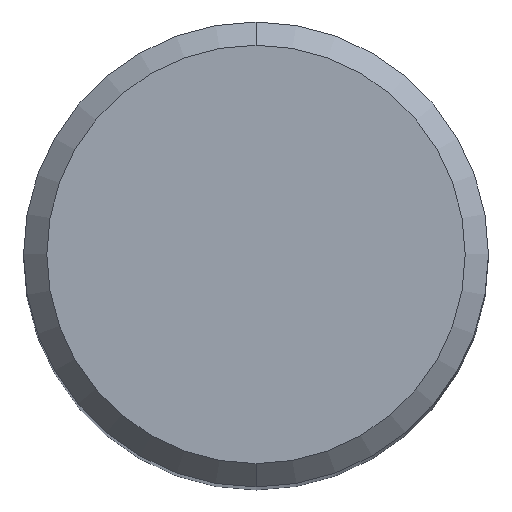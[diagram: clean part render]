
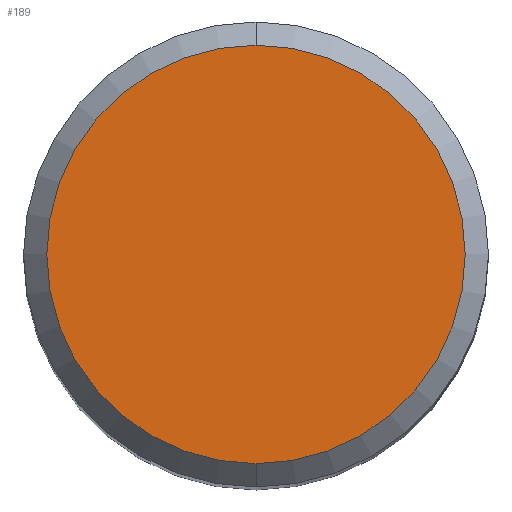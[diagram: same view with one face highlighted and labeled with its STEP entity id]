
A CAD part, top view. The second image highlights one B-rep face of the part: STEP entity #189.
In plain terms, the highlighted planar face has unit normal (0, 0, 1).
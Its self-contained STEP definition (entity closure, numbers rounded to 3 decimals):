
#177=EDGE_CURVE('',#355,#233,#469,.T.);
#189=ADVANCED_FACE('',(#481),#482,.T.);
#233=VERTEX_POINT('',#530);
#355=VERTEX_POINT('',#666);
#399=EDGE_CURVE('',#233,#355,#715,.T.);
#469=CIRCLE('',#798,4.5);
#481=FACE_OUTER_BOUND('',#824,.T.);
#482=PLANE('',#825);
#530=CARTESIAN_POINT('',(0.,-4.5,0.));
#666=CARTESIAN_POINT('',(0.0,4.5,0.));
#715=CIRCLE('',#1258,4.5);
#798=AXIS2_PLACEMENT_3D('',#1425,#1426,#1427);
#824=EDGE_LOOP('',(#1431,#1432));
#825=AXIS2_PLACEMENT_3D('',#1433,#1434,#1435);
#1258=AXIS2_PLACEMENT_3D('',#1717,#1718,#1719);
#1425=CARTESIAN_POINT('',(0.0,0.0,0.));
#1426=DIRECTION('',(0.0,0.0,-1.0));
#1427=DIRECTION('',(0.0,1.0,0.0));
#1431=ORIENTED_EDGE('',*,*,#177,.F.);
#1432=ORIENTED_EDGE('',*,*,#399,.F.);
#1433=CARTESIAN_POINT('',(0.0,2.25,0.));
#1434=DIRECTION('',(-0.0,0.0,1.0));
#1435=DIRECTION('',(0.0,-1.0,0.0));
#1717=CARTESIAN_POINT('',(0.0,0.0,0.));
#1718=DIRECTION('',(0.0,0.0,-1.0));
#1719=DIRECTION('',(0.0,1.0,0.0));
